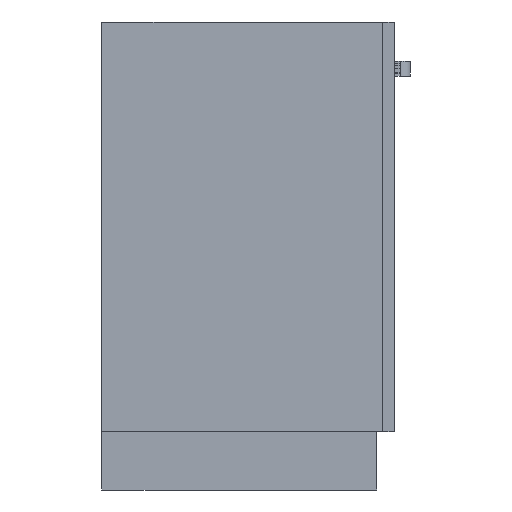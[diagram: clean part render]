
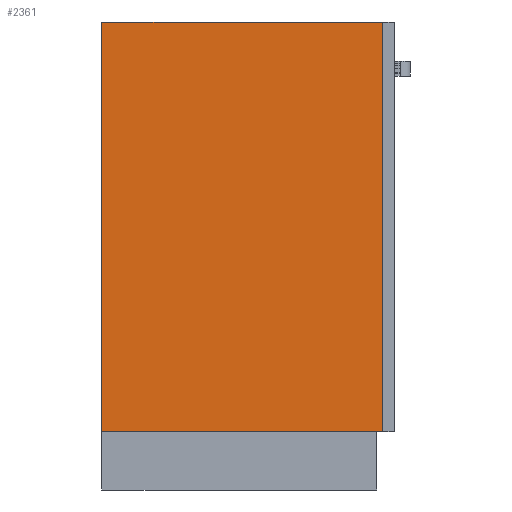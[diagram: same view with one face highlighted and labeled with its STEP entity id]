
A CAD part, left-side view. The second image highlights one B-rep face of the part: STEP entity #2361.
In plain terms, the highlighted planar face has unit normal (-1, 0, 0).
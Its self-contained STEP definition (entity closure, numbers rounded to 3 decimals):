
#153=PLANE('',#2711);
#293=FACE_OUTER_BOUND('',#441,.T.);
#441=EDGE_LOOP('',(#2105,#2106,#2107,#2108));
#737=LINE('',#4120,#969);
#738=LINE('',#4122,#970);
#739=LINE('',#4124,#971);
#740=LINE('',#4125,#972);
#969=VECTOR('',#3347,10.);
#970=VECTOR('',#3348,10.);
#971=VECTOR('',#3349,10.);
#972=VECTOR('',#3350,10.);
#1185=VERTEX_POINT('',#4118);
#1186=VERTEX_POINT('',#4119);
#1187=VERTEX_POINT('',#4121);
#1188=VERTEX_POINT('',#4123);
#1497=EDGE_CURVE('',#1185,#1186,#737,.T.);
#1498=EDGE_CURVE('',#1186,#1187,#738,.T.);
#1499=EDGE_CURVE('',#1188,#1187,#739,.T.);
#1500=EDGE_CURVE('',#1185,#1188,#740,.T.);
#2105=ORIENTED_EDGE('',*,*,#1497,.T.);
#2106=ORIENTED_EDGE('',*,*,#1498,.T.);
#2107=ORIENTED_EDGE('',*,*,#1499,.F.);
#2108=ORIENTED_EDGE('',*,*,#1500,.F.);
#2361=ADVANCED_FACE('',(#293),#153,.T.);
#2711=AXIS2_PLACEMENT_3D('',#4117,#3345,#3346);
#3345=DIRECTION('center_axis',(-1.,0.,0.));
#3346=DIRECTION('ref_axis',(0.,1.,0.));
#3347=DIRECTION('',(0.,1.,0.));
#3348=DIRECTION('',(0.,0.,-1.));
#3349=DIRECTION('',(0.,1.,0.));
#3350=DIRECTION('',(0.,0.,-1.));
#4117=CARTESIAN_POINT('Origin',(5.,-10.,800.));
#4118=CARTESIAN_POINT('',(5.,-10.,800.));
#4119=CARTESIAN_POINT('',(5.,470.,800.));
#4120=CARTESIAN_POINT('',(5.,-10.,800.));
#4121=CARTESIAN_POINT('',(5.,470.,100.));
#4122=CARTESIAN_POINT('',(5.,470.,800.));
#4123=CARTESIAN_POINT('',(5.,-10.,100.));
#4124=CARTESIAN_POINT('',(5.,-10.,100.));
#4125=CARTESIAN_POINT('',(5.,-10.,800.));
